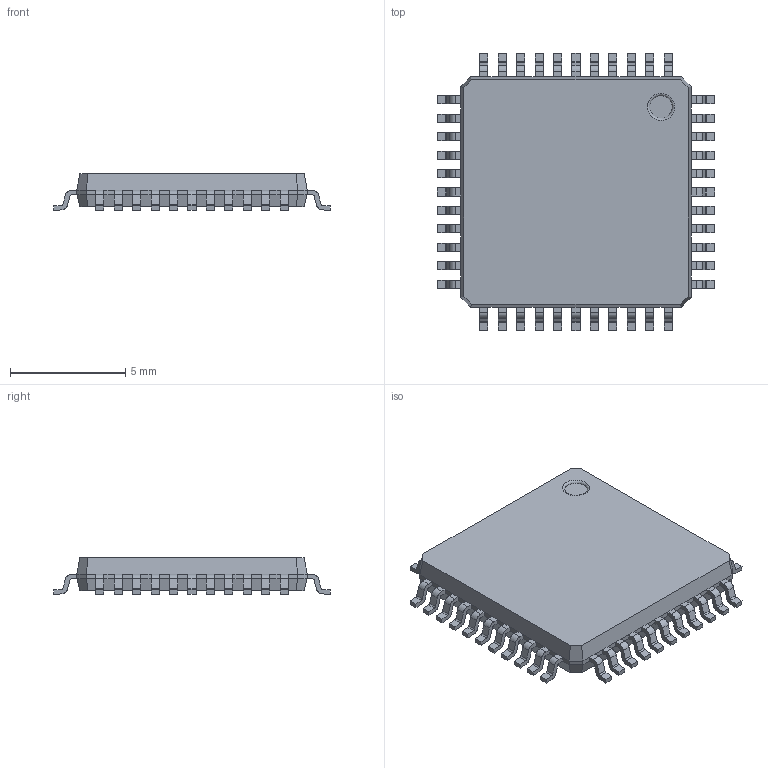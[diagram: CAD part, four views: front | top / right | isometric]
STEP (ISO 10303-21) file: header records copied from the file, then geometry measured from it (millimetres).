
FILE_DESCRIPTION(/* description */ (''),/* implementation_level */ '2;1');
FILE_NAME(/* name */ 'tqfp-44',/* time_stamp */ '2019-03-19T17:06:06+01:00',/* author */ (''),/* organization */ (''),/* preprocessor_version */ 'ST-DEVELOPER v16.5',/* originating_system */ '',/* authorisation */ '');
FILE_SCHEMA (('AUTOMOTIVE_DESIGN'));
Length unit declared in the file: millimetre
Products named in the file (1): Document
Bounding box: 12.02 x 12.02 x 1.6 mm (x, y, z)
Volume: 145.6 mm3; surface area: 341.1 mm2
Topology: 45 solids, 45 shells, 908 faces, 2261 edges, 1444 vertices
Faces by surface type: bspline 729, plane 179
Entity records: 26869 total; most frequent: CARTESIAN_POINT 14471, ORIENTED_EDGE 4522, EDGE_CURVE 2261, VERTEX_POINT 1444, EDGE_LOOP 909, ADVANCED_FACE 908, FACE_OUTER_BOUND 908, B_SPLINE_CURVE_WITH_KNOTS 322
